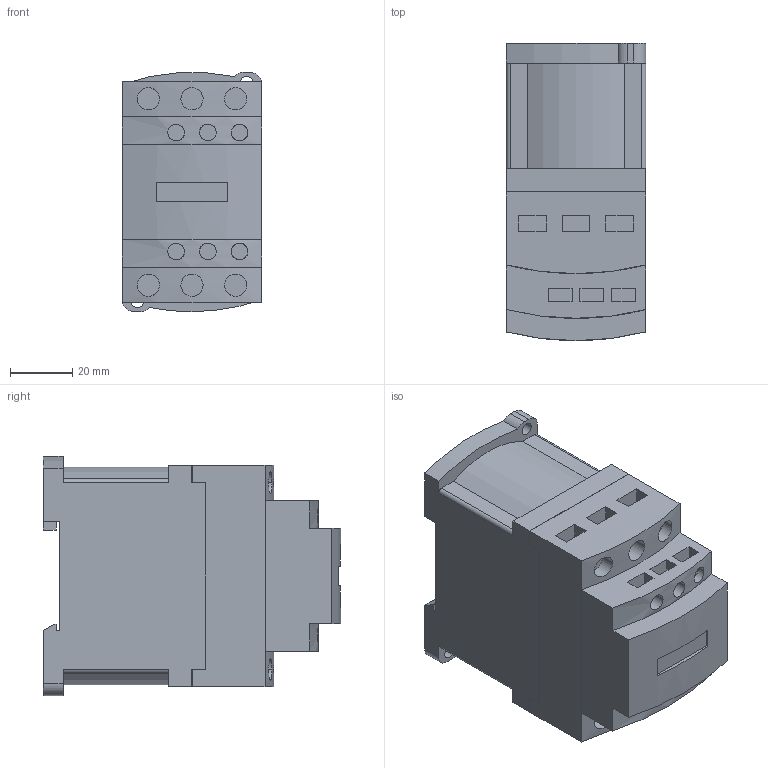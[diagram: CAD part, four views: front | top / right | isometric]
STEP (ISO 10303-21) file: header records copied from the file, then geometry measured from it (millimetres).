
FILE_DESCRIPTION(('starvars output'),'2;1');
FILE_NAME('LC1D09BD_3D.stp','09:25:29 2020/03/31',( 'Thomas Industrial Network Germany GmbH'),( 'Thomas Industrial Network Germany GmbH'),'unknown preprocess','ACIS' ,'unknown authorization');
FILE_SCHEMA(('AUTOMOTIVE_DESIGN_CC2 {UNKNOWN IMPLEMENTATION LEVEL}'));
Length unit declared in the file: millimetre
Products named in the file (3): PRODUCT_ID_115; PRODUCT_ID_116; PRODUCT_ID_117
Bounding box: 44.7 x 95.25 x 76.71 mm (x, y, z)
Volume: 253585 mm3; surface area: 41671.9 mm2
Topology: 3 solids, 3 shells, 182 faces, 457 edges, 306 vertices
Faces by surface type: plane 135, cylinder 47
Entity records: 7154 total; most frequent: CARTESIAN_POINT 1287, ORIENTED_EDGE 914, DIRECTION 747, EDGE_CURVE 457, VECTOR 335, LINE 335, VERTEX_POINT 306, EDGE_LOOP 211
